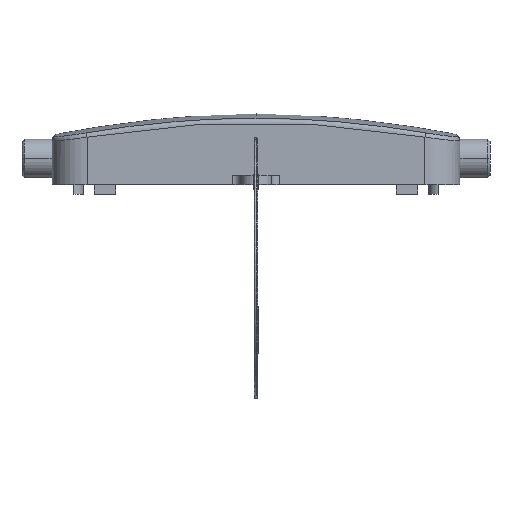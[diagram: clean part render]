
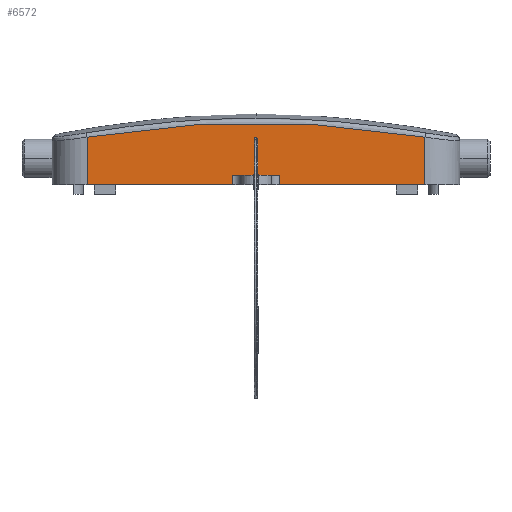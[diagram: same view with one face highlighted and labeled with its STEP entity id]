
A CAD part, top view. The second image highlights one B-rep face of the part: STEP entity #6572.
In plain terms, the highlighted planar face has unit normal (0, 0, 1).
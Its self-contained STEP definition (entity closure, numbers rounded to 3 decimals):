
#1 = CARTESIAN_POINT ( 'NONE',  ( 5.449, 0., 41.625 ) ) ;
#6 = AXIS2_PLACEMENT_3D ( 'NONE', #4203, #643, #4804 ) ;
#25 = LINE ( 'NONE', #6755, #1053 ) ;
#32 = PLANE ( 'NONE',  #6 ) ;
#194 = DIRECTION ( 'NONE',  ( 1., 0., 0. ) ) ;
#243 = FACE_OUTER_BOUND ( 'NONE', #5595, .T. ) ;
#252 = EDGE_CURVE ( 'NONE', #5557, #3844, #4089, .T. ) ;
#257 = VECTOR ( 'NONE', #194, 1000. ) ;
#312 = CARTESIAN_POINT ( 'NONE',  ( -32.293, 11.934, 41.625 ) ) ;
#349 = EDGE_CURVE ( 'NONE', #7250, #5557, #835, .T. ) ;
#387 = ORIENTED_EDGE ( 'NONE', *, *, #7041, .T. ) ;
#465 = VECTOR ( 'NONE', #6276, 1000. ) ;
#504 = VERTEX_POINT ( 'NONE', #6355 ) ;
#536 = CARTESIAN_POINT ( 'NONE',  ( -38.7, 20., 41.625 ) ) ;
#542 = EDGE_CURVE ( 'NONE', #7250, #1939, #636, .T. ) ;
#636 = LINE ( 'NONE', #6164, #465 ) ;
#643 = DIRECTION ( 'NONE',  ( 0., 0., -1. ) ) ;
#678 = CARTESIAN_POINT ( 'NONE',  ( -5.449, 0., 41.625 ) ) ;
#690 = DIRECTION ( 'NONE',  ( -1., 0., 0. ) ) ;
#754 = CARTESIAN_POINT ( 'NONE',  ( -38.7, 2.1, 41.625 ) ) ;
#821 = ORIENTED_EDGE ( 'NONE', *, *, #4170, .T. ) ;
#835 = LINE ( 'NONE', #7118, #2407 ) ;
#1053 = VECTOR ( 'NONE', #7316, 1000. ) ;
#1573 = VERTEX_POINT ( 'NONE', #678 ) ;
#1580 = ORIENTED_EDGE ( 'NONE', *, *, #5287, .F. ) ;
#1587 = DIRECTION ( 'NONE',  ( 0., 1., 0. ) ) ;
#1835 = LINE ( 'NONE', #5563, #257 ) ;
#1939 = VERTEX_POINT ( 'NONE', #1 ) ;
#1979 = VERTEX_POINT ( 'NONE', #4076 ) ;
#2073 = CARTESIAN_POINT ( 'NONE',  ( 12.984, 13.865, 41.625 ) ) ;
#2215 = LINE ( 'NONE', #5692, #5187 ) ;
#2407 = VECTOR ( 'NONE', #6976, 1000. ) ;
#2472 = DIRECTION ( 'NONE',  ( 1., 0., 0. ) ) ;
#2685 = CARTESIAN_POINT ( 'NONE',  ( -3.204, 14.158, 41.625 ) ) ;
#2792 = ORIENTED_EDGE ( 'NONE', *, *, #7529, .T. ) ;
#3157 = CARTESIAN_POINT ( 'NONE',  ( 0., 2.1, 41.625 ) ) ;
#3271 = CARTESIAN_POINT ( 'NONE',  ( -12.939, 13.802, 41.625 ) ) ;
#3766 = EDGE_CURVE ( 'NONE', #1939, #4283, #1835, .T. ) ;
#3843 = CARTESIAN_POINT ( 'NONE',  ( 32.295, 11.934, 41.625 ) ) ;
#3844 = VERTEX_POINT ( 'NONE', #6866 ) ;
#3867 = CARTESIAN_POINT ( 'NONE',  ( -25.861, 12.755, 41.625 ) ) ;
#4076 = CARTESIAN_POINT ( 'NONE',  ( -38.7, 0., 41.625 ) ) ;
#4089 = LINE ( 'NONE', #754, #7134 ) ;
#4095 = DIRECTION ( 'NONE',  ( 0., -1., 0. ) ) ;
#4170 = EDGE_CURVE ( 'NONE', #1979, #1573, #5236, .T. ) ;
#4203 = CARTESIAN_POINT ( 'NONE',  ( -38.7, 20., 41.625 ) ) ;
#4283 = VERTEX_POINT ( 'NONE', #4326 ) ;
#4312 = ORIENTED_EDGE ( 'NONE', *, *, #252, .F. ) ;
#4326 = CARTESIAN_POINT ( 'NONE',  ( 38.7, 0., 41.625 ) ) ;
#4377 = ORIENTED_EDGE ( 'NONE', *, *, #349, .F. ) ;
#4406 = B_SPLINE_CURVE_WITH_KNOTS ( 'NONE', 3,
 ( #7282, #3843, #5613, #2073, #6178, #2685, #6745, #3271, #7307, #3867, #312, #4472 ),
 .UNSPECIFIED., .F., .F.,
 ( 4, 2, 2, 2, 2, 4 ),
 ( 0., 0.019, 0.039, 0.048, 0.058, 0.078 ),
 .UNSPECIFIED. ) ;
#4472 = CARTESIAN_POINT ( 'NONE',  ( -38.7, 10.857, 41.625 ) ) ;
#4775 = ORIENTED_EDGE ( 'NONE', *, *, #7407, .T. ) ;
#4804 = DIRECTION ( 'NONE',  ( -1., 0., 0. ) ) ;
#5187 = VECTOR ( 'NONE', #1587, 1000. ) ;
#5232 = CARTESIAN_POINT ( 'NONE',  ( -38.7, 10.857, 41.625 ) ) ;
#5236 = LINE ( 'NONE', #5978, #6556 ) ;
#5287 = EDGE_CURVE ( 'NONE', #504, #4283, #25, .T. ) ;
#5505 = LINE ( 'NONE', #536, #7005 ) ;
#5557 = VERTEX_POINT ( 'NONE', #3157 ) ;
#5563 = CARTESIAN_POINT ( 'NONE',  ( -38.7, 0., 41.625 ) ) ;
#5595 = EDGE_LOOP ( 'NONE', ( #1580, #4775, #387, #821, #2792, #4312, #4377, #6505, #7138 ) ) ;
#5613 = CARTESIAN_POINT ( 'NONE',  ( 25.871, 12.754, 41.625 ) ) ;
#5692 = CARTESIAN_POINT ( 'NONE',  ( -5.449, 20., 41.625 ) ) ;
#5978 = CARTESIAN_POINT ( 'NONE',  ( -38.7, 0., 41.625 ) ) ;
#6164 = CARTESIAN_POINT ( 'NONE',  ( 5.449, 20., 41.625 ) ) ;
#6178 = CARTESIAN_POINT ( 'NONE',  ( 6.522, 14.157, 41.625 ) ) ;
#6276 = DIRECTION ( 'NONE',  ( 0., -1., 0. ) ) ;
#6355 = CARTESIAN_POINT ( 'NONE',  ( 38.7, 10.857, 41.625 ) ) ;
#6505 = ORIENTED_EDGE ( 'NONE', *, *, #542, .T. ) ;
#6556 = VECTOR ( 'NONE', #2472, 1000. ) ;
#6572 = ADVANCED_FACE ( 'NONE', ( #243 ), #32, .F. ) ;
#6591 = CARTESIAN_POINT ( 'NONE',  ( 5.449, 2.1, 41.625 ) ) ;
#6745 = CARTESIAN_POINT ( 'NONE',  ( -6.454, 14.086, 41.625 ) ) ;
#6755 = CARTESIAN_POINT ( 'NONE',  ( 38.7, 20., 41.625 ) ) ;
#6866 = CARTESIAN_POINT ( 'NONE',  ( -5.449, 2.1, 41.625 ) ) ;
#6976 = DIRECTION ( 'NONE',  ( -1., 0., 0. ) ) ;
#7005 = VECTOR ( 'NONE', #4095, 1000. ) ;
#7041 = EDGE_CURVE ( 'NONE', #7051, #1979, #5505, .T. ) ;
#7051 = VERTEX_POINT ( 'NONE', #5232 ) ;
#7118 = CARTESIAN_POINT ( 'NONE',  ( -38.7, 2.1, 41.625 ) ) ;
#7134 = VECTOR ( 'NONE', #690, 1000. ) ;
#7138 = ORIENTED_EDGE ( 'NONE', *, *, #3766, .T. ) ;
#7250 = VERTEX_POINT ( 'NONE', #6591 ) ;
#7282 = CARTESIAN_POINT ( 'NONE',  ( 38.7, 10.857, 41.625 ) ) ;
#7307 = CARTESIAN_POINT ( 'NONE',  ( -16.174, 13.59, 41.625 ) ) ;
#7316 = DIRECTION ( 'NONE',  ( 0., -1., 0. ) ) ;
#7407 = EDGE_CURVE ( 'NONE', #504, #7051, #4406, .T. ) ;
#7529 = EDGE_CURVE ( 'NONE', #1573, #3844, #2215, .T. ) ;
